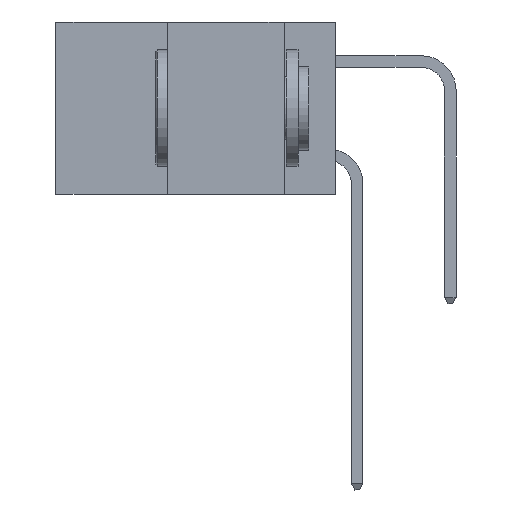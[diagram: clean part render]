
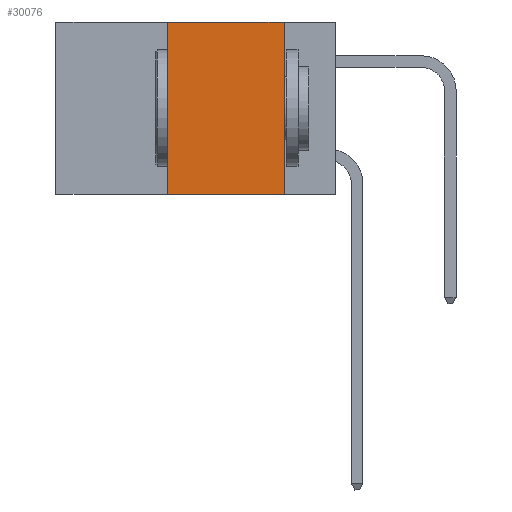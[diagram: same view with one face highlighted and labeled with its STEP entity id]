
A CAD part, left-side view. The second image highlights one B-rep face of the part: STEP entity #30076.
In plain terms, the highlighted planar face has unit normal (-1, 0, 0).
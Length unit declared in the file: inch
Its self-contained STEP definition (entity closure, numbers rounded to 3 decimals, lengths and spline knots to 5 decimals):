
#70 = CARTESIAN_POINT ( 'NONE',  ( 0., 0.6, 0. ) ) ;
#504 = ORIENTED_EDGE ( 'NONE', *, *, #30389, .T. ) ;
#809 = LINE ( 'NONE', #70, #28489 ) ;
#1628 = CARTESIAN_POINT ( 'NONE',  ( 0., 0.36, -0.37 ) ) ;
#1711 = VECTOR ( 'NONE', #4006, 39.37008 ) ;
#3344 = VERTEX_POINT ( 'NONE', #1628 ) ;
#3560 = CARTESIAN_POINT ( 'NONE',  ( 0., 0.36, 0. ) ) ;
#4006 = DIRECTION ( 'NONE',  ( 0., 0., -1. ) ) ;
#5623 = VERTEX_POINT ( 'NONE', #3560 ) ;
#7028 = VECTOR ( 'NONE', #21934, 39.37008 ) ;
#7989 = EDGE_CURVE ( 'NONE', #5623, #11080, #809, .T. ) ;
#8633 = EDGE_LOOP ( 'NONE', ( #12399, #18807, #10281, #504 ) ) ;
#9707 = EDGE_CURVE ( 'NONE', #3344, #5623, #22163, .T. ) ;
#10281 = ORIENTED_EDGE ( 'NONE', *, *, #9707, .F. ) ;
#10540 = DIRECTION ( 'NONE',  ( 1., 0., 0. ) ) ;
#11080 = VERTEX_POINT ( 'NONE', #30994 ) ;
#11226 = CARTESIAN_POINT ( 'NONE',  ( 0., 0.6, -0.37 ) ) ;
#12399 = ORIENTED_EDGE ( 'NONE', *, *, #28939, .F. ) ;
#12939 = VECTOR ( 'NONE', #30544, 39.37008 ) ;
#13332 = FACE_OUTER_BOUND ( 'NONE', #8633, .T. ) ;
#14142 = LINE ( 'NONE', #11226, #7028 ) ;
#14452 = AXIS2_PLACEMENT_3D ( 'NONE', #26194, #10540, #23855 ) ;
#14637 = CARTESIAN_POINT ( 'NONE',  ( 0., 0.11, 0. ) ) ;
#14922 = CARTESIAN_POINT ( 'NONE',  ( 0., 0.36, 0. ) ) ;
#15118 = LINE ( 'NONE', #14637, #1711 ) ;
#18807 = ORIENTED_EDGE ( 'NONE', *, *, #7989, .F. ) ;
#21035 = PLANE ( 'NONE',  #14452 ) ;
#21135 = VERTEX_POINT ( 'NONE', #28037 ) ;
#21609 = DIRECTION ( 'NONE',  ( 0., -1., 0. ) ) ;
#21934 = DIRECTION ( 'NONE',  ( 0., -1., 0. ) ) ;
#22163 = LINE ( 'NONE', #14922, #12939 ) ;
#23855 = DIRECTION ( 'NONE',  ( 0., 0., -1. ) ) ;
#26194 = CARTESIAN_POINT ( 'NONE',  ( 0., 0.6, 0. ) ) ;
#28037 = CARTESIAN_POINT ( 'NONE',  ( 0., 0.11, -0.37 ) ) ;
#28489 = VECTOR ( 'NONE', #21609, 39.37008 ) ;
#28939 = EDGE_CURVE ( 'NONE', #11080, #21135, #15118, .T. ) ;
#30076 = ADVANCED_FACE ( 'NONE', ( #13332 ), #21035, .F. ) ;
#30389 = EDGE_CURVE ( 'NONE', #3344, #21135, #14142, .T. ) ;
#30544 = DIRECTION ( 'NONE',  ( 0., 0., 1. ) ) ;
#30994 = CARTESIAN_POINT ( 'NONE',  ( 0., 0.11, 0. ) ) ;
